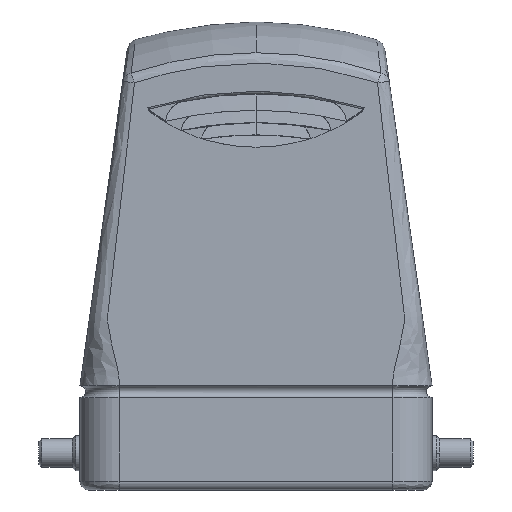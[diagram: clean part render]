
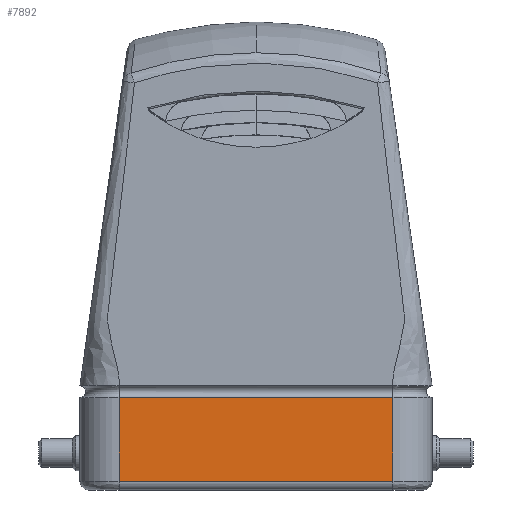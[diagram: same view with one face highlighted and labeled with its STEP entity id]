
A CAD part, front view. The second image highlights one B-rep face of the part: STEP entity #7892.
In plain terms, the highlighted planar face has unit normal (0, -1, 0).
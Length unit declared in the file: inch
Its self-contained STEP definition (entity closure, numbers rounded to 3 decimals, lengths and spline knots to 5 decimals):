
#148 = ORIENTED_EDGE ( 'NONE', *, *, #5589, .F. ) ;
#195 = CARTESIAN_POINT ( 'NONE',  ( 0.92126, -0.85236, 0.05906 ) ) ;
#228 = VERTEX_POINT ( 'NONE', #195 ) ;
#642 = DIRECTION ( 'NONE',  ( 0., 0., 1. ) ) ;
#736 = EDGE_CURVE ( 'NONE', #9885, #1489, #7850, .T. ) ;
#1248 = VECTOR ( 'NONE', #5713, 39.37008 ) ;
#1482 = PLANE ( 'NONE',  #4691 ) ;
#1489 = VERTEX_POINT ( 'NONE', #2713 ) ;
#1551 = EDGE_LOOP ( 'NONE', ( #2620, #148, #2606, #10068 ) ) ;
#1591 = CARTESIAN_POINT ( 'NONE',  ( -0.92126, -0.85236, 0.05906 ) ) ;
#2606 = ORIENTED_EDGE ( 'NONE', *, *, #4116, .F. ) ;
#2620 = ORIENTED_EDGE ( 'NONE', *, *, #736, .F. ) ;
#2673 = DIRECTION ( 'NONE',  ( -1., 0., 0. ) ) ;
#2713 = CARTESIAN_POINT ( 'NONE',  ( -0.92126, -0.85236, 0.62205 ) ) ;
#3064 = CARTESIAN_POINT ( 'NONE',  ( 0., -0.85236, 0.05906 ) ) ;
#3405 = VERTEX_POINT ( 'NONE', #8156 ) ;
#3736 = DIRECTION ( 'NONE',  ( 0., -1., 0. ) ) ;
#4077 = VECTOR ( 'NONE', #4480, 39.37008 ) ;
#4116 = EDGE_CURVE ( 'NONE', #3405, #228, #5608, .T. ) ;
#4480 = DIRECTION ( 'NONE',  ( -1., 0., 0. ) ) ;
#4691 = AXIS2_PLACEMENT_3D ( 'NONE', #7065, #3736, #8644 ) ;
#5281 = EDGE_CURVE ( 'NONE', #3405, #1489, #9099, .T. ) ;
#5354 = VECTOR ( 'NONE', #642, 39.37008 ) ;
#5589 = EDGE_CURVE ( 'NONE', #228, #9885, #7068, .T. ) ;
#5608 = LINE ( 'NONE', #5658, #1248 ) ;
#5658 = CARTESIAN_POINT ( 'NONE',  ( 0.92126, -0.85236, 0.29134 ) ) ;
#5713 = DIRECTION ( 'NONE',  ( 0., 0., -1. ) ) ;
#6734 = CARTESIAN_POINT ( 'NONE',  ( 0., -0.85236, 0.62205 ) ) ;
#7065 = CARTESIAN_POINT ( 'NONE',  ( 0., -0.85236, 0.29134 ) ) ;
#7068 = LINE ( 'NONE', #3064, #4077 ) ;
#7850 = LINE ( 'NONE', #8645, #5354 ) ;
#7892 = ADVANCED_FACE ( 'NONE', ( #7901 ), #1482, .T. ) ;
#7901 = FACE_OUTER_BOUND ( 'NONE', #1551, .T. ) ;
#8156 = CARTESIAN_POINT ( 'NONE',  ( 0.92126, -0.85236, 0.62205 ) ) ;
#8644 = DIRECTION ( 'NONE',  ( 0., 0., -1. ) ) ;
#8645 = CARTESIAN_POINT ( 'NONE',  ( -0.92126, -0.85236, 0.29134 ) ) ;
#9099 = LINE ( 'NONE', #6734, #9181 ) ;
#9181 = VECTOR ( 'NONE', #2673, 39.37008 ) ;
#9885 = VERTEX_POINT ( 'NONE', #1591 ) ;
#10068 = ORIENTED_EDGE ( 'NONE', *, *, #5281, .T. ) ;
